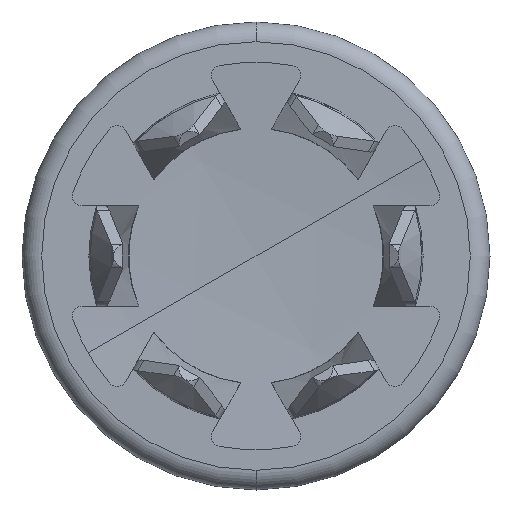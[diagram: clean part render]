
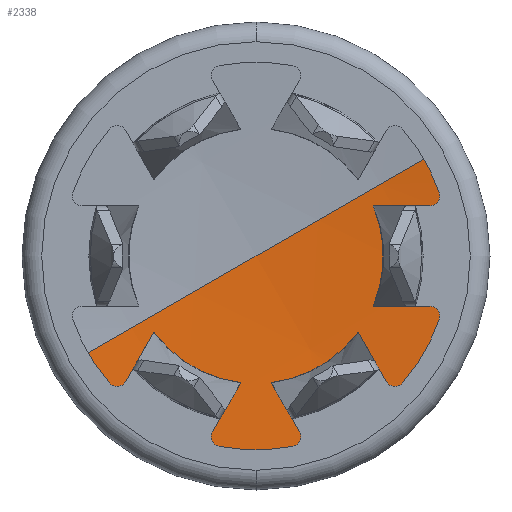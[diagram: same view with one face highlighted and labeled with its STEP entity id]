
A CAD part, front view. The second image highlights one B-rep face of the part: STEP entity #2338.
In plain terms, the highlighted spherical face has radius 64.7 mm.
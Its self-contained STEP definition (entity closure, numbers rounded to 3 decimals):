
#136 = DIRECTION ( 'NONE',  ( 0.5, 0., -0.866 ) ) ;
#174 = CARTESIAN_POINT ( 'NONE',  ( 0., 0.879, 0. ) ) ;
#206 = VERTEX_POINT ( 'NONE', #1601 ) ;
#493 = FACE_OUTER_BOUND ( 'NONE', #1599, .T. ) ;
#560 = DIRECTION ( 'NONE',  ( 0., 0., 1. ) ) ;
#598 = DIRECTION ( 'NONE',  ( -0.5, 0., 0.866 ) ) ;
#710 = CIRCLE ( 'NONE', #3039, 6.439 ) ;
#1259 = CARTESIAN_POINT ( 'NONE',  ( 0., 0.879, 0. ) ) ;
#1311 = EDGE_CURVE ( 'NONE', #3836, #1418, #2128, .T. ) ;
#1418 = VERTEX_POINT ( 'NONE', #3759 ) ;
#1438 = DIRECTION ( 'NONE',  ( 0.866, 0., 0.5 ) ) ;
#1599 = EDGE_LOOP ( 'NONE', ( #2413, #2167, #2138, #3547 ) ) ;
#1601 = CARTESIAN_POINT ( 'NONE',  ( 0., 0.879, -6.439 ) ) ;
#1630 = EDGE_CURVE ( 'NONE', #2656, #1418, #2412, .T. ) ;
#1647 = DIRECTION ( 'NONE',  ( 0., 0., 1. ) ) ;
#1932 = CIRCLE ( 'NONE', #3860, 6.439 ) ;
#2128 = CIRCLE ( 'NONE', #3250, 64.7 ) ;
#2138 = ORIENTED_EDGE ( 'NONE', *, *, #1311, .F. ) ;
#2147 = DIRECTION ( 'NONE',  ( -0.866, 0., -0.5 ) ) ;
#2167 = ORIENTED_EDGE ( 'NONE', *, *, #1630, .T. ) ;
#2338 = ADVANCED_FACE ( 'NONE', ( #493 ), #4297, .F. ) ;
#2383 = AXIS2_PLACEMENT_3D ( 'NONE', #2870, #2476, #4376 ) ;
#2412 = CIRCLE ( 'NONE', #3673, 64.7 ) ;
#2413 = ORIENTED_EDGE ( 'NONE', *, *, #4502, .F. ) ;
#2476 = DIRECTION ( 'NONE',  ( -0.5, 0., 0.866 ) ) ;
#2656 = VERTEX_POINT ( 'NONE', #4415 ) ;
#2854 = DIRECTION ( 'NONE',  ( 0., 1., 0. ) ) ;
#2870 = CARTESIAN_POINT ( 'NONE',  ( 0., -63.5, 0. ) ) ;
#3039 = AXIS2_PLACEMENT_3D ( 'NONE', #174, #2854, #560 ) ;
#3188 = EDGE_CURVE ( 'NONE', #206, #3836, #1932, .T. ) ;
#3250 = AXIS2_PLACEMENT_3D ( 'NONE', #3925, #136, #2147 ) ;
#3320 = CARTESIAN_POINT ( 'NONE',  ( 0., -63.5, 0. ) ) ;
#3441 = CARTESIAN_POINT ( 'NONE',  ( -5.576, 0.879, -3.219 ) ) ;
#3547 = ORIENTED_EDGE ( 'NONE', *, *, #3188, .F. ) ;
#3673 = AXIS2_PLACEMENT_3D ( 'NONE', #3320, #598, #1438 ) ;
#3759 = CARTESIAN_POINT ( 'NONE',  ( 0., 1.2, 0. ) ) ;
#3836 = VERTEX_POINT ( 'NONE', #3441 ) ;
#3860 = AXIS2_PLACEMENT_3D ( 'NONE', #1259, #3915, #1647 ) ;
#3915 = DIRECTION ( 'NONE',  ( 0., 1., 0. ) ) ;
#3925 = CARTESIAN_POINT ( 'NONE',  ( 0., -63.5, 0. ) ) ;
#4297 = SPHERICAL_SURFACE ( 'NONE', #2383, 64.7 ) ;
#4376 = DIRECTION ( 'NONE',  ( -0.866, 0., -0.5 ) ) ;
#4415 = CARTESIAN_POINT ( 'NONE',  ( 5.576, 0.879, 3.219 ) ) ;
#4502 = EDGE_CURVE ( 'NONE', #2656, #206, #710, .T. ) ;
